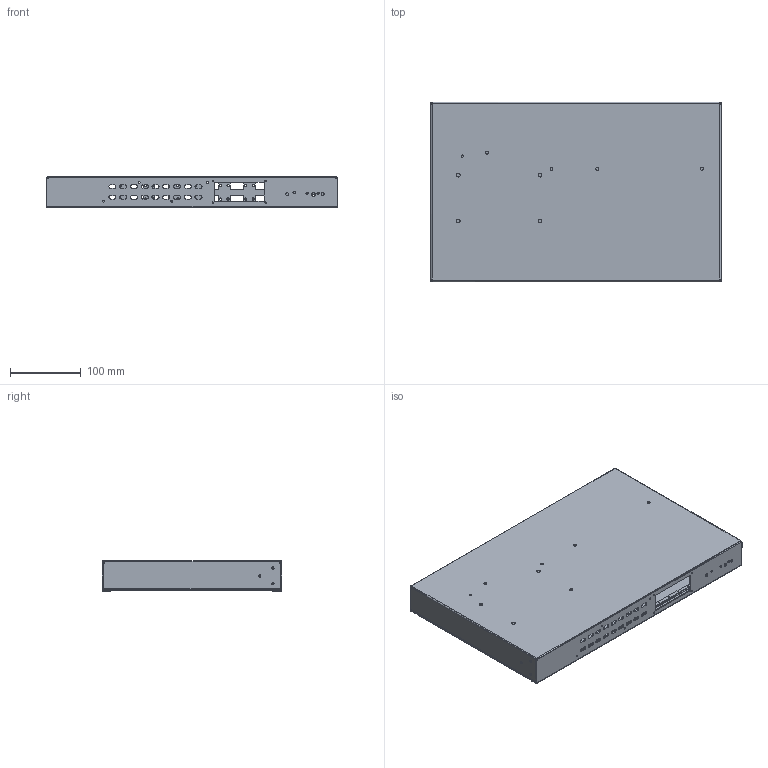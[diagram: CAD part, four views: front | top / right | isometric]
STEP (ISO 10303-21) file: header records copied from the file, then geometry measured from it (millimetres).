
FILE_DESCRIPTION (( 'STEP AP203' ), '1' );
FILE_NAME ('SM-8X8-15V-LC-040913.STEP', '2013-04-09T13:11:51', ( 'test' ), ( '' ), 'SwSTEP 2.0', 'SolidWorks 2011', '' );
FILE_SCHEMA (( 'CONFIG_CONTROL_DESIGN' ));
Length unit declared in the file: inch
Products named in the file (3): SM-8X8-15V-LC-040913; MP4368-112012; MP4369-112012
Assembly tree (2 placements, depth 2):
  SM-8X8-15V-LC-040913
    MP4369-112012
    MP4368-112012
Bounding box: 411.26 x 254.24 x 43.26 mm (x, y, z)
Volume: 307679.3 mm3; surface area: 532644.7 mm2
Topology: 2 solids, 2 shells, 1039 faces, 3017 edges, 1982 vertices
Faces by surface type: plane 656, cylinder 365, bspline 18
Entity records: 35704 total; most frequent: CARTESIAN_POINT 6653, ORIENTED_EDGE 6034, DIRECTION 5701, EDGE_CURVE 3017, LINE 2245, VECTOR 2245, VERTEX_POINT 1982, AXIS2_PLACEMENT_3D 1728
